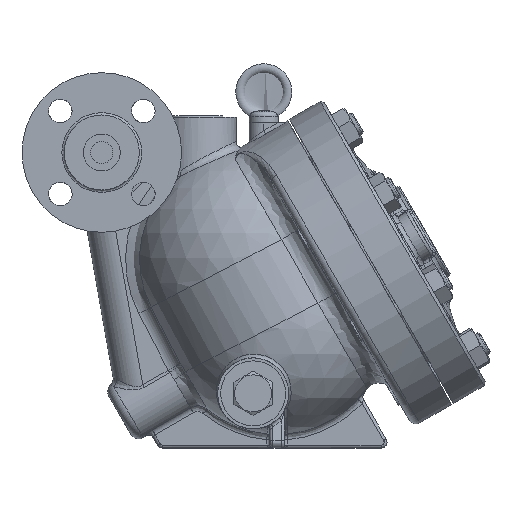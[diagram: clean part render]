
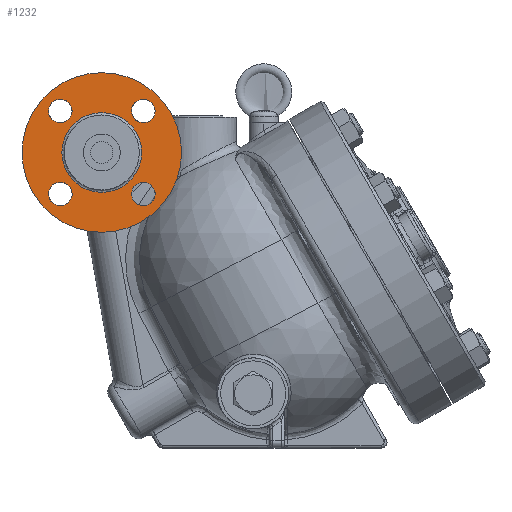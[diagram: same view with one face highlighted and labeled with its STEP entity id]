
A CAD part, front view. The second image highlights one B-rep face of the part: STEP entity #1232.
In plain terms, the highlighted planar face has unit normal (0, -1, 0).
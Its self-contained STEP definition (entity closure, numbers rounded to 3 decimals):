
#862=CARTESIAN_POINT('',(-65.,-173.4,54.));
#863=VERTEX_POINT('',#862);
#864=CARTESIAN_POINT('',(-65.,-173.4,0.));
#865=DIRECTION('',(0.0,1.0,0.0));
#866=DIRECTION('',(0.0,0.0,1.0));
#867=AXIS2_PLACEMENT_3D('',#864,#865,#866);
#868=CIRCLE('',#867,54.);
#869=EDGE_CURVE('',#863,#863,#868,.T.);
#1165=CARTESIAN_POINT('',(-65.,-173.4,27.0));
#1166=VERTEX_POINT('',#1165);
#1167=CARTESIAN_POINT('',(-65.,-173.4,0.));
#1168=DIRECTION('',(0.0,-1.0,0.0));
#1169=DIRECTION('',(0.0,0.0,-1.0));
#1170=AXIS2_PLACEMENT_3D('',#1167,#1168,#1169);
#1171=CIRCLE('',#1170,27.);
#1172=EDGE_CURVE('',#1166,#1166,#1171,.T.);
#1177=CARTESIAN_POINT('',(-65.,-173.4,39.7));
#1178=DIRECTION('',(0.0,-1.0,0.0));
#1179=DIRECTION('',(0.0,0.0,-1.0));
#1180=AXIS2_PLACEMENT_3D('',#1177,#1178,#1179);
#1181=PLANE('',#1180);
#1182=ORIENTED_EDGE('',*,*,#869,.F.);
#1183=EDGE_LOOP('',(#1182));
#1184=FACE_OUTER_BOUND('',#1183,.T.);
#1185=CARTESIAN_POINT('',(-85.072,-173.4,28.072));
#1186=VERTEX_POINT('',#1185);
#1187=CARTESIAN_POINT('',(-93.072,-173.4,28.072));
#1188=DIRECTION('',(0.0,1.0,0.0));
#1189=DIRECTION('',(1.0,0.0,0.0));
#1190=AXIS2_PLACEMENT_3D('',#1187,#1188,#1189);
#1191=CIRCLE('',#1190,8.);
#1192=EDGE_CURVE('',#1186,#1186,#1191,.T.);
#1193=ORIENTED_EDGE('',*,*,#1192,.T.);
#1194=EDGE_LOOP('',(#1193));
#1195=FACE_BOUND('',#1194,.T.);
#1196=CARTESIAN_POINT('',(-36.928,-173.4,20.072));
#1197=VERTEX_POINT('',#1196);
#1198=CARTESIAN_POINT('',(-36.928,-173.4,28.072));
#1199=DIRECTION('',(0.0,1.0,0.0));
#1200=DIRECTION('',(0.0,0.0,-1.0));
#1201=AXIS2_PLACEMENT_3D('',#1198,#1199,#1200);
#1202=CIRCLE('',#1201,8.);
#1203=EDGE_CURVE('',#1197,#1197,#1202,.T.);
#1204=ORIENTED_EDGE('',*,*,#1203,.T.);
#1205=EDGE_LOOP('',(#1204));
#1206=FACE_BOUND('',#1205,.T.);
#1207=CARTESIAN_POINT('',(-44.928,-173.4,-28.072));
#1208=VERTEX_POINT('',#1207);
#1209=CARTESIAN_POINT('',(-36.928,-173.4,-28.072));
#1210=DIRECTION('',(0.0,1.0,0.0));
#1211=DIRECTION('',(-1.0,0.0,0.0));
#1212=AXIS2_PLACEMENT_3D('',#1209,#1210,#1211);
#1213=CIRCLE('',#1212,8.);
#1214=EDGE_CURVE('',#1208,#1208,#1213,.T.);
#1215=ORIENTED_EDGE('',*,*,#1214,.T.);
#1216=EDGE_LOOP('',(#1215));
#1217=FACE_BOUND('',#1216,.T.);
#1218=CARTESIAN_POINT('',(-93.072,-173.4,-20.072));
#1219=VERTEX_POINT('',#1218);
#1220=CARTESIAN_POINT('',(-93.072,-173.4,-28.072));
#1221=DIRECTION('',(0.0,1.0,0.0));
#1222=DIRECTION('',(0.0,0.0,1.0));
#1223=AXIS2_PLACEMENT_3D('',#1220,#1221,#1222);
#1224=CIRCLE('',#1223,8.);
#1225=EDGE_CURVE('',#1219,#1219,#1224,.T.);
#1226=ORIENTED_EDGE('',*,*,#1225,.T.);
#1227=EDGE_LOOP('',(#1226));
#1228=FACE_BOUND('',#1227,.T.);
#1229=ORIENTED_EDGE('',*,*,#1172,.F.);
#1230=EDGE_LOOP('',(#1229));
#1231=FACE_BOUND('',#1230,.T.);
#1232=ADVANCED_FACE('',(#1184,#1195,#1206,#1217,#1228,#1231),#1181,.T.);
